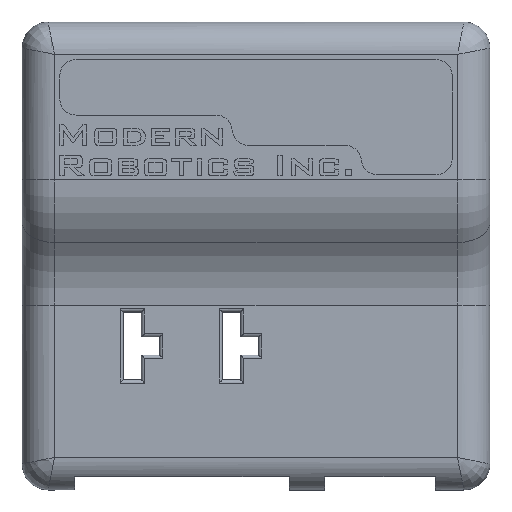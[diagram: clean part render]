
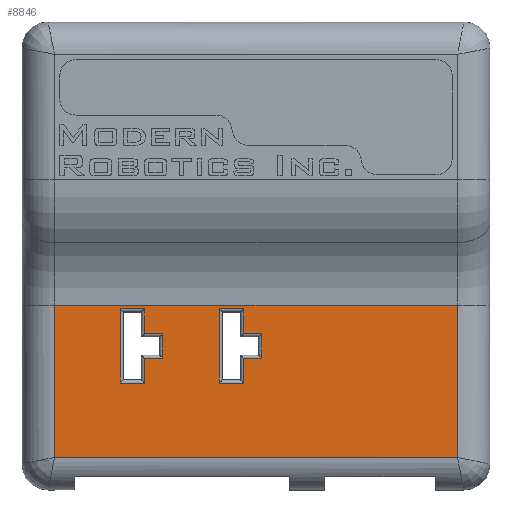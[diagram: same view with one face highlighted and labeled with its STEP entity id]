
A CAD part, top view. The second image highlights one B-rep face of the part: STEP entity #8846.
In plain terms, the highlighted planar face has unit normal (0, 0, 1).
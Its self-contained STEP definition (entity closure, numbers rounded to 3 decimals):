
#269=FACE_BOUND('',#929,.T.);
#270=FACE_BOUND('',#930,.T.);
#430=FACE_OUTER_BOUND('',#928,.T.);
#928=EDGE_LOOP('',(#5972,#5973,#5974,#5975));
#929=EDGE_LOOP('',(#5976,#5977,#5978,#5979,#5980,#5981,#5982,#5983));
#930=EDGE_LOOP('',(#5984,#5985,#5986,#5987,#5988,#5989,#5990,#5991));
#1502=LINE('',#12243,#2522);
#1505=LINE('',#12256,#2525);
#1506=LINE('',#12261,#2526);
#1508=LINE('',#12269,#2528);
#1511=LINE('',#12275,#2531);
#1512=LINE('',#12278,#2532);
#1515=LINE('',#12284,#2535);
#1516=LINE('',#12286,#2536);
#1529=LINE('',#12313,#2549);
#1530=LINE('',#12315,#2550);
#1531=LINE('',#12317,#2551);
#1532=LINE('',#12318,#2552);
#1533=LINE('',#12321,#2553);
#1534=LINE('',#12323,#2554);
#1535=LINE('',#12325,#2555);
#1536=LINE('',#12327,#2556);
#1537=LINE('',#12329,#2557);
#1538=LINE('',#12331,#2558);
#1539=LINE('',#12333,#2559);
#1540=LINE('',#12334,#2560);
#2522=VECTOR('',#10040,3.794);
#2525=VECTOR('',#10051,3.81);
#2526=VECTOR('',#10056,3.794);
#2528=VECTOR('',#10064,11.414);
#2531=VECTOR('',#10071,3.794);
#2532=VECTOR('',#10074,3.81);
#2535=VECTOR('',#10081,2.794);
#2536=VECTOR('',#10084,2.794);
#2549=VECTOR('',#10107,62.);
#2550=VECTOR('',#10108,23.427);
#2551=VECTOR('',#10109,62.);
#2552=VECTOR('',#10110,23.427);
#2553=VECTOR('',#10111,3.794);
#2554=VECTOR('',#10112,3.81);
#2555=VECTOR('',#10113,2.794);
#2556=VECTOR('',#10114,3.794);
#2557=VECTOR('',#10115,2.794);
#2558=VECTOR('',#10116,3.81);
#2559=VECTOR('',#10117,3.794);
#2560=VECTOR('',#10118,11.414);
#3673=VERTEX_POINT('',#12241);
#3674=VERTEX_POINT('',#12242);
#3679=VERTEX_POINT('',#12253);
#3680=VERTEX_POINT('',#12255);
#3681=VERTEX_POINT('',#12259);
#3682=VERTEX_POINT('',#12260);
#3685=VERTEX_POINT('',#12268);
#3687=VERTEX_POINT('',#12277);
#3696=VERTEX_POINT('',#12311);
#3697=VERTEX_POINT('',#12312);
#3698=VERTEX_POINT('',#12314);
#3699=VERTEX_POINT('',#12316);
#3700=VERTEX_POINT('',#12319);
#3701=VERTEX_POINT('',#12320);
#3702=VERTEX_POINT('',#12322);
#3703=VERTEX_POINT('',#12324);
#3704=VERTEX_POINT('',#12326);
#3705=VERTEX_POINT('',#12328);
#3706=VERTEX_POINT('',#12330);
#3707=VERTEX_POINT('',#12332);
#4560=EDGE_CURVE('',#3673,#3674,#1502,.T.);
#4566=EDGE_CURVE('',#3679,#3680,#1505,.T.);
#4568=EDGE_CURVE('',#3681,#3682,#1506,.T.);
#4572=EDGE_CURVE('',#3682,#3685,#1508,.T.);
#4576=EDGE_CURVE('',#3685,#3679,#1511,.T.);
#4577=EDGE_CURVE('',#3687,#3681,#1512,.T.);
#4581=EDGE_CURVE('',#3680,#3673,#1515,.T.);
#4582=EDGE_CURVE('',#3674,#3687,#1516,.T.);
#4595=EDGE_CURVE('',#3696,#3697,#1529,.T.);
#4596=EDGE_CURVE('',#3698,#3696,#1530,.T.);
#4597=EDGE_CURVE('',#3699,#3698,#1531,.T.);
#4598=EDGE_CURVE('',#3697,#3699,#1532,.T.);
#4599=EDGE_CURVE('',#3700,#3701,#1533,.T.);
#4600=EDGE_CURVE('',#3702,#3700,#1534,.T.);
#4601=EDGE_CURVE('',#3703,#3702,#1535,.T.);
#4602=EDGE_CURVE('',#3704,#3703,#1536,.T.);
#4603=EDGE_CURVE('',#3705,#3704,#1537,.T.);
#4604=EDGE_CURVE('',#3706,#3705,#1538,.T.);
#4605=EDGE_CURVE('',#3707,#3706,#1539,.T.);
#4606=EDGE_CURVE('',#3701,#3707,#1540,.T.);
#5972=ORIENTED_EDGE('',*,*,#4595,.F.);
#5973=ORIENTED_EDGE('',*,*,#4596,.F.);
#5974=ORIENTED_EDGE('',*,*,#4597,.F.);
#5975=ORIENTED_EDGE('',*,*,#4598,.F.);
#5976=ORIENTED_EDGE('',*,*,#4599,.F.);
#5977=ORIENTED_EDGE('',*,*,#4600,.F.);
#5978=ORIENTED_EDGE('',*,*,#4601,.F.);
#5979=ORIENTED_EDGE('',*,*,#4602,.F.);
#5980=ORIENTED_EDGE('',*,*,#4603,.F.);
#5981=ORIENTED_EDGE('',*,*,#4604,.F.);
#5982=ORIENTED_EDGE('',*,*,#4605,.F.);
#5983=ORIENTED_EDGE('',*,*,#4606,.F.);
#5984=ORIENTED_EDGE('',*,*,#4568,.F.);
#5985=ORIENTED_EDGE('',*,*,#4577,.F.);
#5986=ORIENTED_EDGE('',*,*,#4582,.F.);
#5987=ORIENTED_EDGE('',*,*,#4560,.F.);
#5988=ORIENTED_EDGE('',*,*,#4581,.F.);
#5989=ORIENTED_EDGE('',*,*,#4566,.F.);
#5990=ORIENTED_EDGE('',*,*,#4576,.F.);
#5991=ORIENTED_EDGE('',*,*,#4572,.F.);
#8494=PLANE('',#9376);
#8846=ADVANCED_FACE('',(#430,#269,#270),#8494,.T.);
#9376=AXIS2_PLACEMENT_3D('',#12310,#10105,#10106);
#10040=DIRECTION('',(0.,1.,0.));
#10051=DIRECTION('',(0.,1.,0.));
#10056=DIRECTION('',(-1.,0.,0.));
#10064=DIRECTION('',(0.,-1.,0.));
#10071=DIRECTION('',(1.,0.,0.));
#10074=DIRECTION('',(0.,1.,0.));
#10081=DIRECTION('',(1.,0.,0.));
#10084=DIRECTION('',(-1.,0.,0.));
#10105=DIRECTION('center_axis',(0.,0.,1.));
#10106=DIRECTION('ref_axis',(1.,0.,0.));
#10107=DIRECTION('',(-1.,0.,0.));
#10108=DIRECTION('',(0.,-1.,0.));
#10109=DIRECTION('',(1.,0.,0.));
#10110=DIRECTION('',(0.,1.,0.));
#10111=DIRECTION('',(-1.,0.,0.));
#10112=DIRECTION('',(0.,1.,0.));
#10113=DIRECTION('',(-1.,0.,0.));
#10114=DIRECTION('',(0.,1.,0.));
#10115=DIRECTION('',(1.,0.,0.));
#10116=DIRECTION('',(0.,1.,0.));
#10117=DIRECTION('',(1.,0.,0.));
#10118=DIRECTION('',(0.,-1.,0.));
#12241=CARTESIAN_POINT('',(36.904,20.257,10.));
#12242=CARTESIAN_POINT('',(36.904,24.051,10.));
#12243=CARTESIAN_POINT('',(36.904,29.776,10.));
#12253=CARTESIAN_POINT('',(34.11,16.447,10.));
#12255=CARTESIAN_POINT('',(34.11,20.257,10.));
#12256=CARTESIAN_POINT('',(34.11,31.681,10.));
#12259=CARTESIAN_POINT('',(34.11,27.861,10.));
#12260=CARTESIAN_POINT('',(30.316,27.861,10.));
#12261=CARTESIAN_POINT('',(33.408,27.861,10.));
#12268=CARTESIAN_POINT('',(30.316,16.447,10.));
#12269=CARTESIAN_POINT('',(30.316,26.474,10.));
#12275=CARTESIAN_POINT('',(34.805,16.447,10.));
#12277=CARTESIAN_POINT('',(34.11,24.051,10.));
#12278=CARTESIAN_POINT('',(34.11,31.681,10.));
#12284=CARTESIAN_POINT('',(36.202,20.257,10.));
#12286=CARTESIAN_POINT('',(34.805,24.051,10.));
#12310=CARTESIAN_POINT('Origin',(36.,36.,10.));
#12311=CARTESIAN_POINT('',(67.,5.,10.));
#12312=CARTESIAN_POINT('',(5.,5.,10.));
#12313=CARTESIAN_POINT('',(18.,5.,10.));
#12314=CARTESIAN_POINT('',(67.,28.427,10.));
#12315=CARTESIAN_POINT('',(67.,18.,10.));
#12316=CARTESIAN_POINT('',(5.,28.427,10.));
#12317=CARTESIAN_POINT('',(18.,28.427,10.));
#12318=CARTESIAN_POINT('',(5.,54.,10.));
#12319=CARTESIAN_POINT('',(18.87,27.861,10.));
#12320=CARTESIAN_POINT('',(15.076,27.861,10.));
#12321=CARTESIAN_POINT('',(25.788,27.861,10.));
#12322=CARTESIAN_POINT('',(18.87,24.051,10.));
#12323=CARTESIAN_POINT('',(18.87,31.681,10.));
#12324=CARTESIAN_POINT('',(21.664,24.051,10.));
#12325=CARTESIAN_POINT('',(27.185,24.051,10.));
#12326=CARTESIAN_POINT('',(21.664,20.257,10.));
#12327=CARTESIAN_POINT('',(21.664,29.776,10.));
#12328=CARTESIAN_POINT('',(18.87,20.257,10.));
#12329=CARTESIAN_POINT('',(28.582,20.257,10.));
#12330=CARTESIAN_POINT('',(18.87,16.447,10.));
#12331=CARTESIAN_POINT('',(18.87,31.681,10.));
#12332=CARTESIAN_POINT('',(15.076,16.447,10.));
#12333=CARTESIAN_POINT('',(27.185,16.447,10.));
#12334=CARTESIAN_POINT('',(15.076,26.474,10.));
